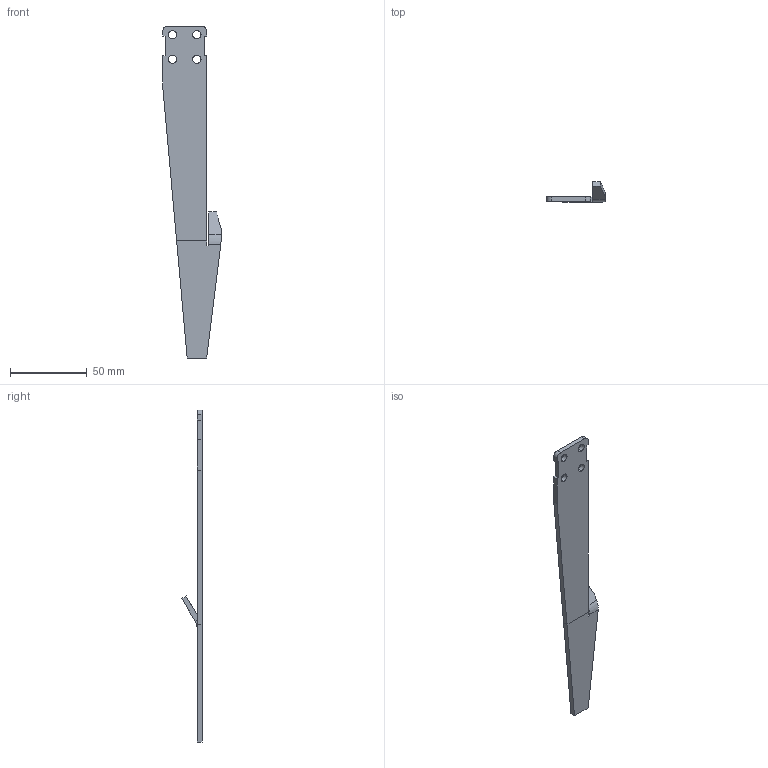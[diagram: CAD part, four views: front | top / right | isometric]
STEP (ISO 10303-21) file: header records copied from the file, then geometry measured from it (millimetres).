
FILE_DESCRIPTION (( 'STEP AP214' ), '1' );
FILE_NAME ('Ti_125_x1_Liam_Barb Fork.STEP', '2024-05-08T00:29:54', ( '' ), ( '' ), 'SwSTEP 2.0', 'SolidWorks 2023', '' );
FILE_SCHEMA (( 'AUTOMOTIVE_DESIGN' ));
Length unit declared in the file: inch
Products named in the file (1): Ti_125_x1_Liam_Barb Fork
Bounding box: 38.1 x 13.08 x 215.9 mm (x, y, z)
Volume: 16306 mm3; surface area: 12176.8 mm2
Topology: 1 solids, 1 shells, 42 faces, 108 edges, 68 vertices
Faces by surface type: plane 29, cylinder 12, bspline 1
Entity records: 1324 total; most frequent: CARTESIAN_POINT 252, ORIENTED_EDGE 216, DIRECTION 212, EDGE_CURVE 108, VECTOR 84, LINE 84, VERTEX_POINT 68, AXIS2_PLACEMENT_3D 64
